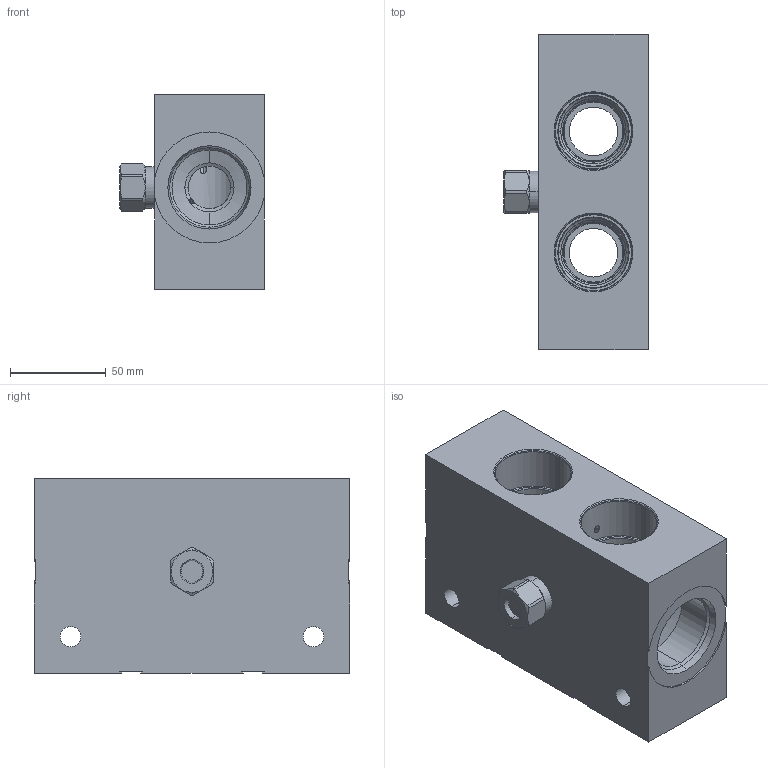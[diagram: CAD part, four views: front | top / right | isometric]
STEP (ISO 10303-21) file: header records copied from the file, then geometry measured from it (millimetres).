
FILE_DESCRIPTION((''),'2;1');
FILE_NAME('ZAG_ASM','2021-02-02T',('ProEService'),(''),'PRO/ENGINEER BY PARAMETRIC TECHNOLOGY CORPORATION, 2014200','PRO/ENGINEER BY PARAMETRIC TECHNOLOGY CORPORATION, 2014200','');
FILE_SCHEMA(('CONFIG_CONTROL_DESIGN'));
Length unit declared in the file: inch
Products named in the file (3): 153-084-003; CSAAEXN; ZAG_ASM
Assembly tree (2 placements, depth 2):
  ZAG_ASM
    153-084-003
    CSAAEXN
Bounding box: 75.41 x 165.1 x 101.6 mm (x, y, z)
Volume: 667394.7 mm3; surface area: 102783.7 mm2
Topology: 3 solids, 5 shells, 328 faces, 1011 edges, 803 vertices
Faces by surface type: cylinder 136, cone 102, plane 50, torus 34, revolution 6
Entity records: 12506 total; most frequent: CARTESIAN_POINT 3450, DIRECTION 2009, ORIENTED_EDGE 1512, EDGE_CURVE 756, AXIS2_PLACEMENT_3D 736, VECTOR 531, LINE 531, VERTEX_POINT 454
